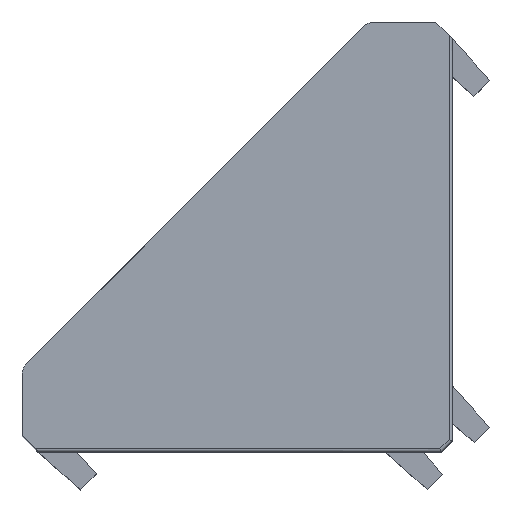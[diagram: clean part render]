
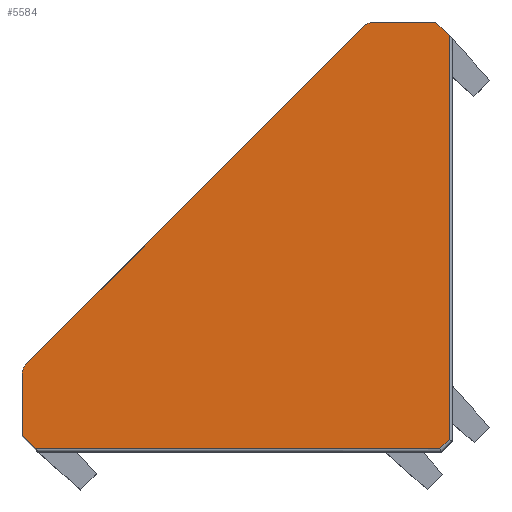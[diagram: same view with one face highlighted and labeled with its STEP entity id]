
A CAD part, top view. The second image highlights one B-rep face of the part: STEP entity #5584.
In plain terms, the highlighted planar face has unit normal (0.012, -0.012, 1).
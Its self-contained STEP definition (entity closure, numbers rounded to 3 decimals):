
#51 = VERTEX_POINT ( 'NONE', #6253 ) ;
#75 = CARTESIAN_POINT ( 'NONE',  ( -0.198, 0.787, 13.611 ) ) ;
#129 = EDGE_CURVE ( 'NONE', #1473, #5025, #6101, .T. ) ;
#199 = VECTOR ( 'NONE', #4303, 1000. ) ;
#217 = EDGE_CURVE ( 'NONE', #1320, #1152, #5081, .T. ) ;
#241 = CARTESIAN_POINT ( 'NONE',  ( -0.787, 0.198, 13.611 ) ) ;
#371 = VECTOR ( 'NONE', #3552, 1000. ) ;
#427 = EDGE_CURVE ( 'NONE', #4667, #1320, #1793, .T. ) ;
#529 = CARTESIAN_POINT ( 'NONE',  ( -0.787, 0.198, 13.611 ) ) ;
#606 = DIRECTION ( 'NONE',  ( -0.707, 0.707, 0.017 ) ) ;
#621 = CARTESIAN_POINT ( 'NONE',  ( -0.198, 26.36, 13.926 ) ) ;
#631 =( BOUNDED_CURVE ( )  B_SPLINE_CURVE ( 3, ( #5374, #5380, #5364, #5358 ),
 .UNSPECIFIED., .F., .F. ) 
 B_SPLINE_CURVE_WITH_KNOTS ( ( 4, 4 ),
 ( 3.142, 3.927 ),
 .UNSPECIFIED. ) 
 CURVE ( )  GEOMETRIC_REPRESENTATION_ITEM ( )  RATIONAL_B_SPLINE_CURVE ( ( 1., 0.949, 0.949, 1. ) ) 
 REPRESENTATION_ITEM ( '' )  );
#717 = VERTEX_POINT ( 'NONE', #2765 ) ;
#742 = LINE ( 'NONE', #4017, #4206 ) ;
#870 = AXIS2_PLACEMENT_3D ( 'NONE', #1659, #5350, #1234 ) ;
#1021 = CARTESIAN_POINT ( 'NONE',  ( -27.2, 1.037, 13.947 ) ) ;
#1152 = VERTEX_POINT ( 'NONE', #1403 ) ;
#1234 = DIRECTION ( 'NONE',  ( 1., 0., -0.012 ) ) ;
#1320 = VERTEX_POINT ( 'NONE', #1021 ) ;
#1403 = CARTESIAN_POINT ( 'NONE',  ( -26.36, 0.198, 13.926 ) ) ;
#1445 = EDGE_CURVE ( 'NONE', #51, #5504, #3602, .T. ) ;
#1473 = VERTEX_POINT ( 'NONE', #529 ) ;
#1493 = LINE ( 'NONE', #4870, #4284 ) ;
#1500 = DIRECTION ( 'NONE',  ( 0., 1., 0.012 ) ) ;
#1561 = CARTESIAN_POINT ( 'NONE',  ( -26.907, 5.62, 14. ) ) ;
#1612 = CARTESIAN_POINT ( 'NONE',  ( -0.198, 0.787, 13.611 ) ) ;
#1646 = CARTESIAN_POINT ( 'NONE',  ( -27.2, 4.913, 13.995 ) ) ;
#1659 = CARTESIAN_POINT ( 'NONE',  ( -5.62, 26.907, 14. ) ) ;
#1793 = LINE ( 'NONE', #3595, #371 ) ;
#1806 = EDGE_CURVE ( 'NONE', #5025, #51, #2634, .T. ) ;
#1815 = LINE ( 'NONE', #3872, #4476 ) ;
#1911 = ORIENTED_EDGE ( 'NONE', *, *, #6143, .T. ) ;
#1915 = EDGE_CURVE ( 'NONE', #4667, #5596, #4937, .T. ) ;
#2090 = EDGE_CURVE ( 'NONE', #5478, #5596, #1493, .T. ) ;
#2404 = PLANE ( 'NONE',  #870 ) ;
#2634 = LINE ( 'NONE', #1612, #4279 ) ;
#2765 = CARTESIAN_POINT ( 'NONE',  ( -4.913, 27.2, 13.995 ) ) ;
#2957 = VECTOR ( 'NONE', #5462, 1000. ) ;
#3552 = DIRECTION ( 'NONE',  ( 0., -1., -0.012 ) ) ;
#3595 = CARTESIAN_POINT ( 'NONE',  ( -27.2, 4.913, 13.995 ) ) ;
#3602 = LINE ( 'NONE', #621, #3693 ) ;
#3693 = VECTOR ( 'NONE', #606, 1000. ) ;
#3790 = DIRECTION ( 'NONE',  ( -1., 0., 0.012 ) ) ;
#3834 = ORIENTED_EDGE ( 'NONE', *, *, #1806, .T. ) ;
#3872 = CARTESIAN_POINT ( 'NONE',  ( -5.62, 27.2, 14.004 ) ) ;
#3888 = EDGE_CURVE ( 'NONE', #5478, #717, #631, .T. ) ;
#4007 = DIRECTION ( 'NONE',  ( 1., 0., -0.012 ) ) ;
#4017 = CARTESIAN_POINT ( 'NONE',  ( -5.624, 0.198, 13.67 ) ) ;
#4106 = ORIENTED_EDGE ( 'NONE', *, *, #427, .T. ) ;
#4206 = VECTOR ( 'NONE', #4007, 1000. ) ;
#4279 = VECTOR ( 'NONE', #1500, 1000. ) ;
#4284 = VECTOR ( 'NONE', #4886, 1000. ) ;
#4303 = DIRECTION ( 'NONE',  ( 0.707, -0.707, -0.017 ) ) ;
#4413 = ORIENTED_EDGE ( 'NONE', *, *, #1915, .F. ) ;
#4476 = VECTOR ( 'NONE', #3790, 1000. ) ;
#4547 = ORIENTED_EDGE ( 'NONE', *, *, #2090, .T. ) ;
#4667 = VERTEX_POINT ( 'NONE', #1646 ) ;
#4870 = CARTESIAN_POINT ( 'NONE',  ( -5.62, 26.907, 14. ) ) ;
#4886 = DIRECTION ( 'NONE',  ( -0.707, -0.707, 0. ) ) ;
#4937 =( BOUNDED_CURVE ( )  B_SPLINE_CURVE ( 3, ( #6102, #6148, #6168, #6095 ),
 .UNSPECIFIED., .F., .F. ) 
 B_SPLINE_CURVE_WITH_KNOTS ( ( 4, 4 ),
 ( 2.356, 3.142 ),
 .UNSPECIFIED. ) 
 CURVE ( )  GEOMETRIC_REPRESENTATION_ITEM ( )  RATIONAL_B_SPLINE_CURVE ( ( 1., 0.949, 0.949, 1. ) ) 
 REPRESENTATION_ITEM ( '' )  );
#5025 = VERTEX_POINT ( 'NONE', #75 ) ;
#5033 = ORIENTED_EDGE ( 'NONE', *, *, #6029, .T. ) ;
#5081 = LINE ( 'NONE', #5980, #199 ) ;
#5334 = ORIENTED_EDGE ( 'NONE', *, *, #3888, .F. ) ;
#5350 = DIRECTION ( 'NONE',  ( 0.012, -0.012, 1. ) ) ;
#5358 = CARTESIAN_POINT ( 'NONE',  ( -4.913, 27.2, 13.995 ) ) ;
#5364 = CARTESIAN_POINT ( 'NONE',  ( -5.181, 27.2, 13.998 ) ) ;
#5368 = ORIENTED_EDGE ( 'NONE', *, *, #1445, .T. ) ;
#5374 = CARTESIAN_POINT ( 'NONE',  ( -5.62, 26.907, 14. ) ) ;
#5380 = CARTESIAN_POINT ( 'NONE',  ( -5.43, 27.097, 14. ) ) ;
#5462 = DIRECTION ( 'NONE',  ( 0.707, 0.707, 0. ) ) ;
#5478 = VERTEX_POINT ( 'NONE', #6241 ) ;
#5504 = VERTEX_POINT ( 'NONE', #5852 ) ;
#5584 = ADVANCED_FACE ( 'NONE', ( #6268 ), #2404, .T. ) ;
#5596 = VERTEX_POINT ( 'NONE', #1561 ) ;
#5852 = CARTESIAN_POINT ( 'NONE',  ( -1.037, 27.2, 13.947 ) ) ;
#5893 = ORIENTED_EDGE ( 'NONE', *, *, #217, .T. ) ;
#5980 = CARTESIAN_POINT ( 'NONE',  ( -27.2, 1.037, 13.947 ) ) ;
#6029 = EDGE_CURVE ( 'NONE', #1152, #1473, #742, .T. ) ;
#6095 = CARTESIAN_POINT ( 'NONE',  ( -26.907, 5.62, 14. ) ) ;
#6101 = LINE ( 'NONE', #241, #2957 ) ;
#6102 = CARTESIAN_POINT ( 'NONE',  ( -27.2, 4.913, 13.995 ) ) ;
#6139 = EDGE_LOOP ( 'NONE', ( #4413, #4106, #5893, #5033, #6256, #3834, #5368, #1911, #5334, #4547 ) ) ;
#6143 = EDGE_CURVE ( 'NONE', #5504, #717, #1815, .T. ) ;
#6148 = CARTESIAN_POINT ( 'NONE',  ( -27.2, 5.181, 13.998 ) ) ;
#6168 = CARTESIAN_POINT ( 'NONE',  ( -27.097, 5.43, 14. ) ) ;
#6241 = CARTESIAN_POINT ( 'NONE',  ( -5.62, 26.907, 14. ) ) ;
#6253 = CARTESIAN_POINT ( 'NONE',  ( -0.198, 26.36, 13.926 ) ) ;
#6256 = ORIENTED_EDGE ( 'NONE', *, *, #129, .T. ) ;
#6268 = FACE_OUTER_BOUND ( 'NONE', #6139, .T. ) ;
